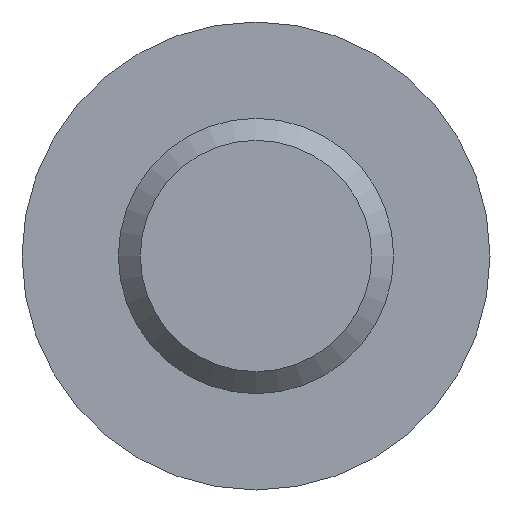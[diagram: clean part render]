
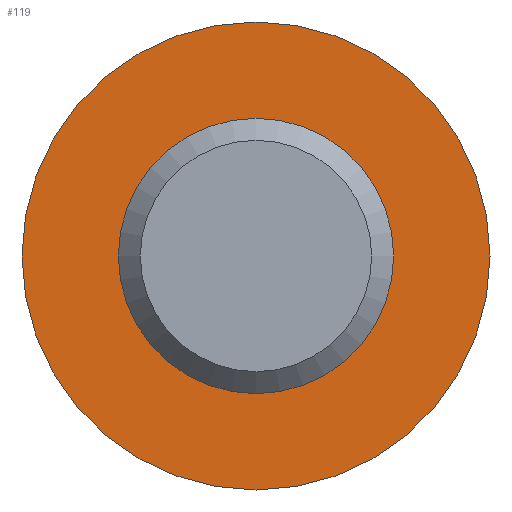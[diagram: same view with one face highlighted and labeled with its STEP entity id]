
A CAD part, front view. The second image highlights one B-rep face of the part: STEP entity #119.
In plain terms, the highlighted planar face has unit normal (0, -1, 0).
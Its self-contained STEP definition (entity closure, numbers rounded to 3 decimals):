
#45 = DIRECTION ( 'NONE',  ( 0., 0., 1. ) ) ;
#60 = ORIENTED_EDGE ( 'NONE', *, *, #68, .T. ) ;
#68 = EDGE_CURVE ( 'NONE', #306, #306, #386, .T. ) ;
#85 = CARTESIAN_POINT ( 'NONE',  ( 0., 18., -2.5 ) ) ;
#102 = EDGE_LOOP ( 'NONE', ( #351 ) ) ;
#109 = CARTESIAN_POINT ( 'NONE',  ( 0., 18., 0. ) ) ;
#119 = ADVANCED_FACE ( 'NONE', ( #209, #259 ), #135, .F. ) ;
#132 = CARTESIAN_POINT ( 'NONE',  ( -2.5, 18., 0. ) ) ;
#135 = PLANE ( 'NONE',  #387 ) ;
#143 = AXIS2_PLACEMENT_3D ( 'NONE', #109, #536, #242 ) ;
#185 = CIRCLE ( 'NONE', #458, 2.5 ) ;
#209 = FACE_BOUND ( 'NONE', #102, .T. ) ;
#228 = EDGE_LOOP ( 'NONE', ( #60 ) ) ;
#242 = DIRECTION ( 'NONE',  ( 0., 0., -1. ) ) ;
#254 = CARTESIAN_POINT ( 'NONE',  ( 0., 18., 0. ) ) ;
#259 = FACE_OUTER_BOUND ( 'NONE', #228, .T. ) ;
#306 = VERTEX_POINT ( 'NONE', #476 ) ;
#309 = DIRECTION ( 'NONE',  ( 0., 1., 0. ) ) ;
#351 = ORIENTED_EDGE ( 'NONE', *, *, #383, .F. ) ;
#383 = EDGE_CURVE ( 'NONE', #465, #465, #185, .T. ) ;
#386 = CIRCLE ( 'NONE', #143, 4.25 ) ;
#387 = AXIS2_PLACEMENT_3D ( 'NONE', #132, #309, #45 ) ;
#427 = DIRECTION ( 'NONE',  ( 0., -1., 0. ) ) ;
#458 = AXIS2_PLACEMENT_3D ( 'NONE', #254, #427, #459 ) ;
#459 = DIRECTION ( 'NONE',  ( 0., 0., -1. ) ) ;
#465 = VERTEX_POINT ( 'NONE', #85 ) ;
#476 = CARTESIAN_POINT ( 'NONE',  ( 0., 18., -4.25 ) ) ;
#536 = DIRECTION ( 'NONE',  ( 0., -1., 0. ) ) ;
